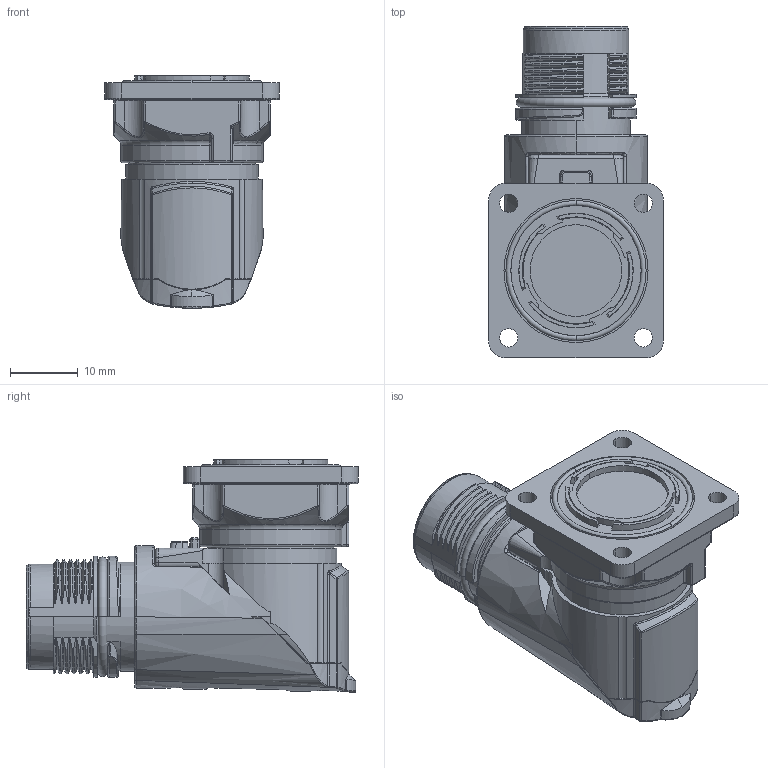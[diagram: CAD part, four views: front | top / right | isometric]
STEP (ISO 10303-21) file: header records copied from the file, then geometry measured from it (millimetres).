
FILE_DESCRIPTION((''),'2;1');
FILE_NAME('M17-BKP-4_SW0002','2023-12-15T',('zh.su'),(''),'PRO/ENGINEER BY PARAMETRIC TECHNOLOGY CORPORATION, 2012480','PRO/ENGINEER BY PARAMETRIC TECHNOLOGY CORPORATION, 2012480','');
FILE_SCHEMA(('CONFIG_CONTROL_DESIGN'));
Length unit declared in the file: millimetre
Products named in the file (1): M17-BKP-4_SW0002
Bounding box: 25.7 x 48.85 x 34.2 mm (x, y, z)
Volume: 18030.1 mm3; surface area: 8990.3 mm2
Topology: 6 solids, 8 shells, 1091 faces, 2816 edges, 1760 vertices
Faces by surface type: plane 327, cylinder 300, bspline 266, torus 80, cone 56, extrusion 32, sphere 30
Entity records: 48415 total; most frequent: CARTESIAN_POINT 23997, ORIENTED_EDGE 5620, DIRECTION 4307, EDGE_CURVE 2810, VERTEX_POINT 1760, AXIS2_PLACEMENT_3D 1622, EDGE_LOOP 1152, FACE_OUTER_BOUND 1091
